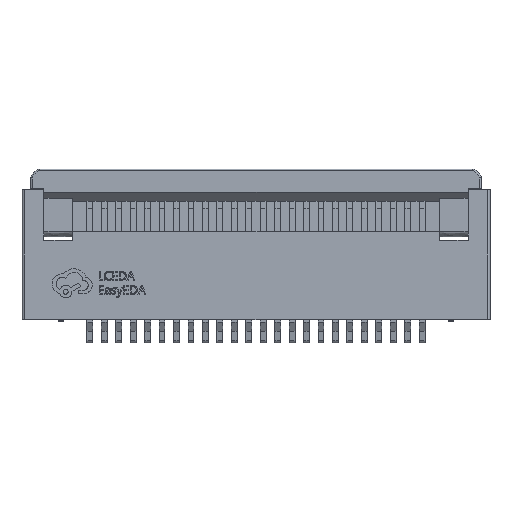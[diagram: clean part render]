
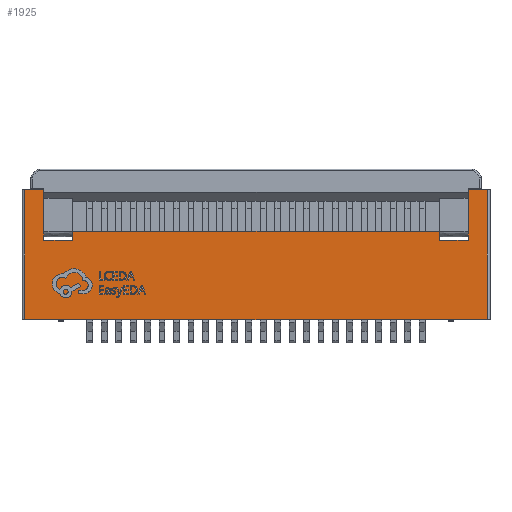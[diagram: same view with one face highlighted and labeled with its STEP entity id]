
A CAD part, top view. The second image highlights one B-rep face of the part: STEP entity #1925.
In plain terms, the highlighted planar face has unit normal (0, 0, 1).
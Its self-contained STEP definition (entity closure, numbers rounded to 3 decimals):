
#78 = CARTESIAN_POINT ( 'NONE',  ( 8.1, 3.75, 3.61 ) ) ;
#334 = CARTESIAN_POINT ( 'NONE',  ( 8., -0.75, 3.61 ) ) ;
#986 = LINE ( 'NONE', #25376, #26089 ) ;
#1231 = FACE_OUTER_BOUND ( 'NONE', #28265, .T. ) ;
#1925 = ADVANCED_FACE ( 'NONE', ( #1231 ), #13233, .T. ) ;
#2035 = EDGE_CURVE ( 'NONE', #7589, #28997, #11798, .T. ) ;
#2214 = VERTEX_POINT ( 'NONE', #22731 ) ;
#2812 = ORIENTED_EDGE ( 'NONE', *, *, #10020, .T. ) ;
#2884 = VECTOR ( 'NONE', #3088, 1000. ) ;
#3088 = DIRECTION ( 'NONE',  ( -1., 0., 0. ) ) ;
#3199 = ORIENTED_EDGE ( 'NONE', *, *, #18475, .F. ) ;
#3343 = CARTESIAN_POINT ( 'NONE',  ( -8., -0.75, 3.61 ) ) ;
#4061 = CARTESIAN_POINT ( 'NONE',  ( 6.35, 2., 3.61 ) ) ;
#4683 = CARTESIAN_POINT ( 'NONE',  ( 6.35, 2.3, 3.61 ) ) ;
#5144 = DIRECTION ( 'NONE',  ( 0., 1., 0. ) ) ;
#5691 = LINE ( 'NONE', #25123, #13109 ) ;
#6406 = VERTEX_POINT ( 'NONE', #4061 ) ;
#6668 = CARTESIAN_POINT ( 'NONE',  ( 7.35, 3.75, 3.61 ) ) ;
#7192 = CARTESIAN_POINT ( 'NONE',  ( 8., 3.75, 3.61 ) ) ;
#7468 = CARTESIAN_POINT ( 'NONE',  ( -7.35, 2., 3.61 ) ) ;
#7589 = VERTEX_POINT ( 'NONE', #9250 ) ;
#7735 = CARTESIAN_POINT ( 'NONE',  ( 6.35, 2.3, 3.61 ) ) ;
#7738 = DIRECTION ( 'NONE',  ( 0., -1., 0. ) ) ;
#8126 = CARTESIAN_POINT ( 'NONE',  ( 7.35, 3.75, 3.61 ) ) ;
#8829 = LINE ( 'NONE', #20977, #9396 ) ;
#9203 = ORIENTED_EDGE ( 'NONE', *, *, #22651, .T. ) ;
#9250 = CARTESIAN_POINT ( 'NONE',  ( 7.35, 2., 3.61 ) ) ;
#9396 = VECTOR ( 'NONE', #21303, 1000. ) ;
#9435 = LINE ( 'NONE', #24102, #20290 ) ;
#10020 = EDGE_CURVE ( 'NONE', #16978, #28997, #21186, .T. ) ;
#10338 = EDGE_CURVE ( 'NONE', #24709, #28135, #19387, .T. ) ;
#11118 = VECTOR ( 'NONE', #13424, 1000. ) ;
#11186 = EDGE_CURVE ( 'NONE', #28427, #24709, #13977, .T. ) ;
#11653 = VERTEX_POINT ( 'NONE', #21586 ) ;
#11780 = AXIS2_PLACEMENT_3D ( 'NONE', #18507, #20260, #13066 ) ;
#11798 = LINE ( 'NONE', #6668, #27987 ) ;
#12647 = VERTEX_POINT ( 'NONE', #334 ) ;
#12942 = CARTESIAN_POINT ( 'NONE',  ( -6.35, 2.3, 3.61 ) ) ;
#13066 = DIRECTION ( 'NONE',  ( 1., 0., 0. ) ) ;
#13109 = VECTOR ( 'NONE', #7738, 1000. ) ;
#13233 = PLANE ( 'NONE',  #11780 ) ;
#13424 = DIRECTION ( 'NONE',  ( 0., 1., 0. ) ) ;
#13841 = ORIENTED_EDGE ( 'NONE', *, *, #21765, .F. ) ;
#13977 = LINE ( 'NONE', #20999, #17076 ) ;
#14122 = ORIENTED_EDGE ( 'NONE', *, *, #10338, .F. ) ;
#14188 = ORIENTED_EDGE ( 'NONE', *, *, #2035, .F. ) ;
#14536 = EDGE_CURVE ( 'NONE', #2214, #28427, #5691, .T. ) ;
#16403 = DIRECTION ( 'NONE',  ( 0., 1., 0. ) ) ;
#16551 = ORIENTED_EDGE ( 'NONE', *, *, #14536, .F. ) ;
#16978 = VERTEX_POINT ( 'NONE', #7192 ) ;
#17076 = VECTOR ( 'NONE', #23211, 1000. ) ;
#17555 = ORIENTED_EDGE ( 'NONE', *, *, #26632, .T. ) ;
#18407 = EDGE_CURVE ( 'NONE', #6406, #7589, #8829, .T. ) ;
#18440 = LINE ( 'NONE', #28128, #24392 ) ;
#18475 = EDGE_CURVE ( 'NONE', #28135, #26073, #21450, .T. ) ;
#18507 = CARTESIAN_POINT ( 'NONE',  ( 0., 1.3, 3.61 ) ) ;
#18590 = ORIENTED_EDGE ( 'NONE', *, *, #29776, .T. ) ;
#18769 = CARTESIAN_POINT ( 'NONE',  ( -8., -0.75, 3.61 ) ) ;
#19387 = LINE ( 'NONE', #29387, #27377 ) ;
#20260 = DIRECTION ( 'NONE',  ( 0., 0., 1. ) ) ;
#20290 = VECTOR ( 'NONE', #26633, 1000. ) ;
#20295 = CARTESIAN_POINT ( 'NONE',  ( 8., 3.75, 3.61 ) ) ;
#20976 = DIRECTION ( 'NONE',  ( -1., 0., 0. ) ) ;
#20977 = CARTESIAN_POINT ( 'NONE',  ( 7.35, 2., 3.61 ) ) ;
#20999 = CARTESIAN_POINT ( 'NONE',  ( -6.35, 2., 3.61 ) ) ;
#21186 = LINE ( 'NONE', #78, #2884 ) ;
#21303 = DIRECTION ( 'NONE',  ( 1., 0., 0. ) ) ;
#21450 = LINE ( 'NONE', #4683, #25178 ) ;
#21586 = CARTESIAN_POINT ( 'NONE',  ( -8., 3.75, 3.61 ) ) ;
#21765 = EDGE_CURVE ( 'NONE', #26073, #6406, #9435, .T. ) ;
#22651 = EDGE_CURVE ( 'NONE', #2214, #11653, #18440, .T. ) ;
#22700 = VERTEX_POINT ( 'NONE', #18769 ) ;
#22731 = CARTESIAN_POINT ( 'NONE',  ( -7.35, 3.75, 3.61 ) ) ;
#23211 = DIRECTION ( 'NONE',  ( 1., 0., 0. ) ) ;
#24016 = ORIENTED_EDGE ( 'NONE', *, *, #18407, .F. ) ;
#24102 = CARTESIAN_POINT ( 'NONE',  ( 6.35, 2., 3.61 ) ) ;
#24392 = VECTOR ( 'NONE', #20976, 1000. ) ;
#24709 = VERTEX_POINT ( 'NONE', #25037 ) ;
#25037 = CARTESIAN_POINT ( 'NONE',  ( -6.35, 2., 3.61 ) ) ;
#25123 = CARTESIAN_POINT ( 'NONE',  ( -7.35, 2., 3.61 ) ) ;
#25178 = VECTOR ( 'NONE', #26835, 1000. ) ;
#25376 = CARTESIAN_POINT ( 'NONE',  ( 8.1, -0.75, 3.61 ) ) ;
#26073 = VERTEX_POINT ( 'NONE', #7735 ) ;
#26089 = VECTOR ( 'NONE', #27312, 1000. ) ;
#26138 = DIRECTION ( 'NONE',  ( 0., -1., 0. ) ) ;
#26632 = EDGE_CURVE ( 'NONE', #12647, #16978, #27901, .T. ) ;
#26633 = DIRECTION ( 'NONE',  ( 0., -1., 0. ) ) ;
#26701 = EDGE_CURVE ( 'NONE', #11653, #22700, #29998, .T. ) ;
#26835 = DIRECTION ( 'NONE',  ( 1., 0., 0. ) ) ;
#26874 = VECTOR ( 'NONE', #26138, 1000. ) ;
#27312 = DIRECTION ( 'NONE',  ( 1., 0., 0. ) ) ;
#27377 = VECTOR ( 'NONE', #5144, 1000. ) ;
#27901 = LINE ( 'NONE', #20295, #11118 ) ;
#27906 = ORIENTED_EDGE ( 'NONE', *, *, #26701, .T. ) ;
#27987 = VECTOR ( 'NONE', #16403, 1000. ) ;
#28128 = CARTESIAN_POINT ( 'NONE',  ( 8.1, 3.75, 3.61 ) ) ;
#28135 = VERTEX_POINT ( 'NONE', #12942 ) ;
#28265 = EDGE_LOOP ( 'NONE', ( #9203, #27906, #18590, #17555, #2812, #14188, #24016, #13841, #3199, #14122, #28550, #16551 ) ) ;
#28427 = VERTEX_POINT ( 'NONE', #7468 ) ;
#28550 = ORIENTED_EDGE ( 'NONE', *, *, #11186, .F. ) ;
#28997 = VERTEX_POINT ( 'NONE', #8126 ) ;
#29387 = CARTESIAN_POINT ( 'NONE',  ( -6.35, 2.3, 3.61 ) ) ;
#29776 = EDGE_CURVE ( 'NONE', #22700, #12647, #986, .T. ) ;
#29998 = LINE ( 'NONE', #3343, #26874 ) ;
